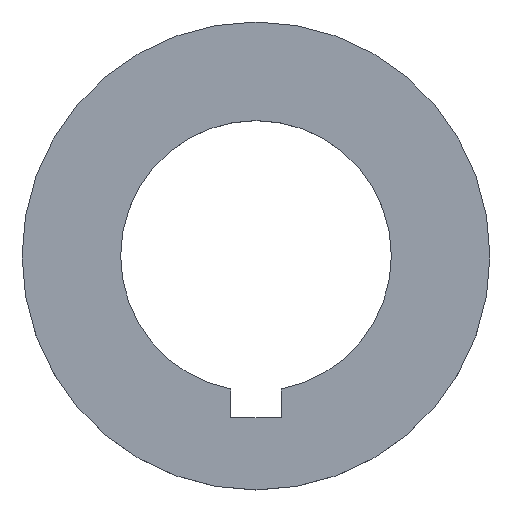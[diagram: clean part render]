
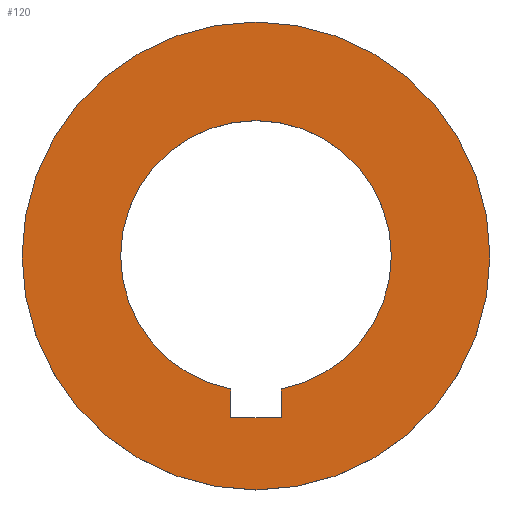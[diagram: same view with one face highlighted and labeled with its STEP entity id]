
A CAD part, top view. The second image highlights one B-rep face of the part: STEP entity #120.
In plain terms, the highlighted planar face has unit normal (0, 0, 1).
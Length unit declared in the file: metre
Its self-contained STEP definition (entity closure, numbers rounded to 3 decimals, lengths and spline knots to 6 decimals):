
#13=CIRCLE('',#138,0.0094);
#14=CIRCLE('',#142,0.01625);
#36=ORIENTED_EDGE('',*,*,#48,.F.);
#37=ORIENTED_EDGE('',*,*,#52,.F.);
#38=ORIENTED_EDGE('',*,*,#55,.F.);
#39=ORIENTED_EDGE('',*,*,#57,.F.);
#40=ORIENTED_EDGE('',*,*,#58,.T.);
#48=EDGE_CURVE('',#62,#63,#72,.T.);
#52=EDGE_CURVE('',#65,#62,#13,.T.);
#55=EDGE_CURVE('',#67,#65,#77,.T.);
#57=EDGE_CURVE('',#63,#67,#79,.T.);
#58=EDGE_CURVE('',#68,#68,#14,.T.);
#62=VERTEX_POINT('',#186);
#63=VERTEX_POINT('',#188);
#65=VERTEX_POINT('',#194);
#67=VERTEX_POINT('',#200);
#68=VERTEX_POINT('',#207);
#72=LINE('',#187,#82);
#77=LINE('',#201,#87);
#79=LINE('',#204,#89);
#82=VECTOR('',#152,1.);
#87=VECTOR('',#165,1.);
#89=VECTOR('',#169,1.);
#96=EDGE_LOOP('',(#36,#37,#38,#39));
#97=EDGE_LOOP('',(#40));
#106=FACE_BOUND('',#96,.T.);
#107=FACE_BOUND('',#97,.T.);
#113=PLANE('',#144);
#120=ADVANCED_FACE('',(#106,#107),#113,.T.);
#138=AXIS2_PLACEMENT_3D('',#195,#159,#160);
#142=AXIS2_PLACEMENT_3D('',#206,#172,#173);
#144=AXIS2_PLACEMENT_3D('',#210,#176,#177);
#152=DIRECTION('',(0.,-1.,0.));
#159=DIRECTION('',(0.,0.,1.));
#160=DIRECTION('',(1.,0.,0.));
#165=DIRECTION('',(0.,1.,0.));
#169=DIRECTION('',(1.,0.,0.));
#172=DIRECTION('',(0.,0.,1.));
#173=DIRECTION('',(1.,0.,0.));
#176=DIRECTION('',(0.,0.,1.));
#177=DIRECTION('',(1.,0.,0.));
#186=CARTESIAN_POINT('',(-0.00175,-0.009236,0.0025));
#187=CARTESIAN_POINT('',(-0.00175,-0.010236,0.0025));
#188=CARTESIAN_POINT('',(-0.00175,-0.011236,0.0025));
#194=CARTESIAN_POINT('',(0.00175,-0.009236,0.0025));
#195=CARTESIAN_POINT('',(0.,0.,0.0025));
#200=CARTESIAN_POINT('',(0.00175,-0.011236,0.0025));
#201=CARTESIAN_POINT('',(0.00175,-0.010236,0.0025));
#204=CARTESIAN_POINT('',(0.,-0.011236,0.0025));
#206=CARTESIAN_POINT('',(0.,0.,0.0025));
#207=CARTESIAN_POINT('',(0.01625,0.,0.0025));
#210=CARTESIAN_POINT('',(0.,0.,0.0025));
